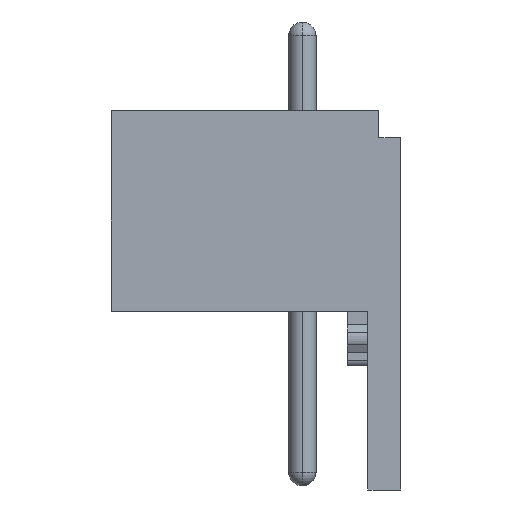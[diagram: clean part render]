
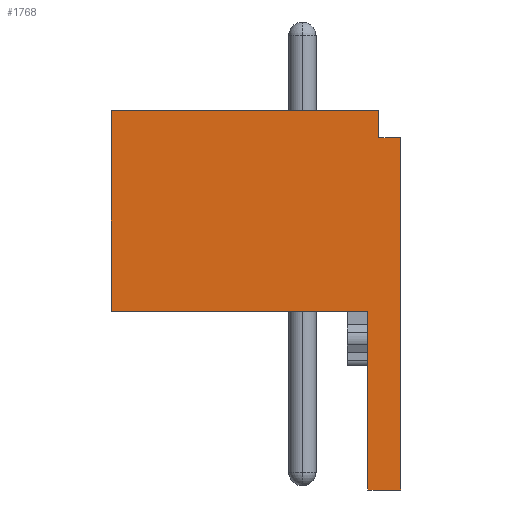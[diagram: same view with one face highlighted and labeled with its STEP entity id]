
A CAD part, front view. The second image highlights one B-rep face of the part: STEP entity #1768.
In plain terms, the highlighted planar face has unit normal (0, -1, 0).
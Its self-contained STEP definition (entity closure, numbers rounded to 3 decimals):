
#1=DIRECTION('',(1.,0.,0.));
#2=VECTOR('',#1,9.8);
#3=CARTESIAN_POINT('',(0.,0.,0.));
#4=LINE('',#3,#2);
#5=DIRECTION('',(0.,0.,-1.));
#6=VECTOR('',#5,1.);
#7=CARTESIAN_POINT('',(9.8,0.,0.));
#8=LINE('',#7,#6);
#9=DIRECTION('',(1.,0.,0.));
#10=VECTOR('',#9,0.8);
#11=CARTESIAN_POINT('',(9.8,0.,-1.));
#12=LINE('',#11,#10);
#13=DIRECTION('',(0.,0.,-1.));
#14=VECTOR('',#13,12.9);
#15=CARTESIAN_POINT('',(10.6,0.,-1.));
#16=LINE('',#15,#14);
#17=DIRECTION('',(-1.,0.,0.));
#18=VECTOR('',#17,1.2);
#19=CARTESIAN_POINT('',(10.6,0.,-13.9));
#20=LINE('',#19,#18);
#21=DIRECTION('',(0.,0.,1.));
#22=VECTOR('',#21,6.55);
#23=CARTESIAN_POINT('',(9.4,0.,-13.9));
#24=LINE('',#23,#22);
#25=DIRECTION('',(-1.,0.,0.));
#26=VECTOR('',#25,9.4);
#27=CARTESIAN_POINT('',(9.4,0.,-7.35));
#28=LINE('',#27,#26);
#29=DIRECTION('',(0.,0.,1.));
#30=VECTOR('',#29,7.35);
#31=CARTESIAN_POINT('',(0.,0.,-7.35));
#32=LINE('',#31,#30);
#1361=CARTESIAN_POINT('',(0.,0.,0.));
#1362=CARTESIAN_POINT('',(9.8,0.,0.));
#1363=VERTEX_POINT('',#1361);
#1364=VERTEX_POINT('',#1362);
#1365=CARTESIAN_POINT('',(9.8,0.,-1.));
#1366=VERTEX_POINT('',#1365);
#1367=CARTESIAN_POINT('',(10.6,0.,-1.));
#1368=VERTEX_POINT('',#1367);
#1369=CARTESIAN_POINT('',(10.6,0.,-13.9));
#1370=VERTEX_POINT('',#1369);
#1371=CARTESIAN_POINT('',(9.4,0.,-13.9));
#1372=VERTEX_POINT('',#1371);
#1373=CARTESIAN_POINT('',(9.4,0.,-7.35));
#1374=VERTEX_POINT('',#1373);
#1375=CARTESIAN_POINT('',(0.,0.,-7.35));
#1376=VERTEX_POINT('',#1375);
#1745=CARTESIAN_POINT('',(0.,0.,0.));
#1746=DIRECTION('',(0.,1.,0.));
#1747=DIRECTION('',(1.,0.,0.));
#1748=AXIS2_PLACEMENT_3D('',#1745,#1746,#1747);
#1749=PLANE('',#1748);
#1751=ORIENTED_EDGE('',*,*,#1750,.T.);
#1753=ORIENTED_EDGE('',*,*,#1752,.T.);
#1755=ORIENTED_EDGE('',*,*,#1754,.T.);
#1757=ORIENTED_EDGE('',*,*,#1756,.T.);
#1759=ORIENTED_EDGE('',*,*,#1758,.T.);
#1761=ORIENTED_EDGE('',*,*,#1760,.T.);
#1763=ORIENTED_EDGE('',*,*,#1762,.T.);
#1765=ORIENTED_EDGE('',*,*,#1764,.T.);
#1766=EDGE_LOOP('',(#1751,#1753,#1755,#1757,#1759,#1761,#1763,#1765));
#1767=FACE_OUTER_BOUND('',#1766,.F.);
#1768=ADVANCED_FACE('',(#1767),#1749,.F.);
#1750=EDGE_CURVE('',#1363,#1364,#4,.T.);
#1752=EDGE_CURVE('',#1364,#1366,#8,.T.);
#1754=EDGE_CURVE('',#1366,#1368,#12,.T.);
#1756=EDGE_CURVE('',#1368,#1370,#16,.T.);
#1758=EDGE_CURVE('',#1370,#1372,#20,.T.);
#1760=EDGE_CURVE('',#1372,#1374,#24,.T.);
#1762=EDGE_CURVE('',#1374,#1376,#28,.T.);
#1764=EDGE_CURVE('',#1376,#1363,#32,.T.);
